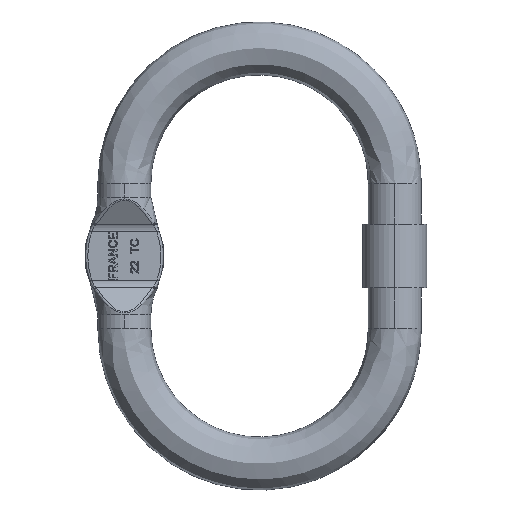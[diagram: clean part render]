
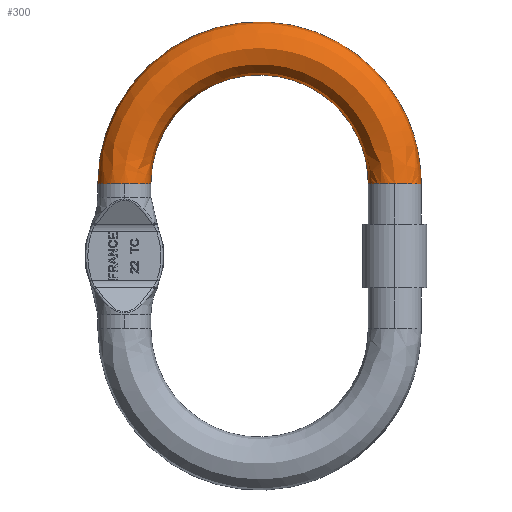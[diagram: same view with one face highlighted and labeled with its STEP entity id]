
A CAD part, top view. The second image highlights one B-rep face of the part: STEP entity #300.
In plain terms, the highlighted free-form (B-spline) face has degree [3, 3] with [7, 4] control points.
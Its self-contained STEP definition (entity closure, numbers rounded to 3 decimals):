
#300=ADVANCED_FACE('NONE',(#856),#857,.T.);
#856=FACE_OUTER_BOUND('',#1912,.T.);
#857=(B_SPLINE_SURFACE(3,3,((#1914,#1915,#1916,#1917),(#1918,#1919,#1920,#1921),(#1922,#1923,#1924,#1925),(#1926,#1927,#1928,#1929),(#1930,#1931,#1932,#1933),(#1934,#1935,#1936,#1937),(#1938,#1939,#1940,#1941)),.UNSPECIFIED.,.T.,.F.,.F.)B_SPLINE_SURFACE_WITH_KNOTS((4,3,4),(4,4),(0.0,0.5,1.0),(0.0,1.0),.UNSPECIFIED.)RATIONAL_B_SPLINE_SURFACE(((1.0,0.333,0.333,1.0),(0.333,0.111,0.111,0.333),(0.333,0.111,0.111,0.333),(1.0,0.333,0.333,1.0),(0.333,0.111,0.111,0.333),(0.333,0.111,0.111,0.333),(1.0,0.333,0.333,1.0)))BOUNDED_SURFACE()REPRESENTATION_ITEM('')GEOMETRIC_REPRESENTATION_ITEM()SURFACE());
#1912=EDGE_LOOP('',(#6562,#6563,#6564,#6565,#6566,#6567));
#1914=CARTESIAN_POINT('',(67.0,30.0,0.0));
#1915=CARTESIAN_POINT('',(67.0,164.,0.0));
#1916=CARTESIAN_POINT('',(-67.,164.,0.0));
#1917=CARTESIAN_POINT('',(-67.0,30.,0.0));
#1918=CARTESIAN_POINT('',(67.0,30.0,-22.0));
#1919=CARTESIAN_POINT('',(67.0,164.,-22.0));
#1920=CARTESIAN_POINT('',(-67.,164.,-22.0));
#1921=CARTESIAN_POINT('',(-67.0,30.,-22.0));
#1922=CARTESIAN_POINT('',(45.0,30.0,-22.0));
#1923=CARTESIAN_POINT('',(45.0,120.,-22.0));
#1924=CARTESIAN_POINT('',(-45.,120.0,-22.0));
#1925=CARTESIAN_POINT('',(-45.0,30.,-22.0));
#1926=CARTESIAN_POINT('',(45.0,30.0,0.));
#1927=CARTESIAN_POINT('',(45.0,120.,0.));
#1928=CARTESIAN_POINT('',(-45.,120.0,0.));
#1929=CARTESIAN_POINT('',(-45.0,30.,0.));
#1930=CARTESIAN_POINT('',(45.0,30.0,22.0));
#1931=CARTESIAN_POINT('',(45.0,120.,22.0));
#1932=CARTESIAN_POINT('',(-45.,120.0,22.0));
#1933=CARTESIAN_POINT('',(-45.0,30.,22.0));
#1934=CARTESIAN_POINT('',(67.0,30.0,22.0));
#1935=CARTESIAN_POINT('',(67.0,164.,22.0));
#1936=CARTESIAN_POINT('',(-67.,164.,22.0));
#1937=CARTESIAN_POINT('',(-67.0,30.,22.0));
#1938=CARTESIAN_POINT('',(67.0,30.0,0.0));
#1939=CARTESIAN_POINT('',(67.0,164.,0.0));
#1940=CARTESIAN_POINT('',(-67.,164.,0.0));
#1941=CARTESIAN_POINT('',(-67.0,30.,0.0));
#6562=ORIENTED_EDGE('',*,*,#8685,.F.);
#6563=ORIENTED_EDGE('',*,*,#8686,.F.);
#6564=ORIENTED_EDGE('',*,*,#8687,.F.);
#6565=ORIENTED_EDGE('',*,*,#8688,.T.);
#6566=ORIENTED_EDGE('',*,*,#8689,.F.);
#6567=ORIENTED_EDGE('',*,*,#8690,.F.);
#8685=EDGE_CURVE('',#9675,#9676,#9677,.T.);
#8686=EDGE_CURVE('NONE',#9678,#9675,#9679,.T.);
#8687=EDGE_CURVE('NONE',#9680,#9678,#9681,.T.);
#8688=EDGE_CURVE('',#9680,#9682,#9683,.T.);
#8689=EDGE_CURVE('NONE',#9684,#9682,#9685,.T.);
#8690=EDGE_CURVE('NONE',#9676,#9684,#9686,.T.);
#9675=VERTEX_POINT('',#11381);
#9676=VERTEX_POINT('',#11382);
#9677=(B_SPLINE_CURVE(3,(#11384,#11385,#11386,#11387),.UNSPECIFIED.,.F.,.F.)B_SPLINE_CURVE_WITH_KNOTS((4,4),(-1.0,-0.0),.UNSPECIFIED.)RATIONAL_B_SPLINE_CURVE((1.0,0.333,0.333,1.0))BOUNDED_CURVE()REPRESENTATION_ITEM('')GEOMETRIC_REPRESENTATION_ITEM()CURVE());
#9678=VERTEX_POINT('NONE',#11394);
#9679=CIRCLE('',#11395,11.0);
#9680=VERTEX_POINT('',#11396);
#9681=CIRCLE('',#11397,11.0);
#9682=VERTEX_POINT('',#11398);
#9683=(B_SPLINE_CURVE(3,(#11400,#11401,#11402,#11403),.UNSPECIFIED.,.F.,.F.)B_SPLINE_CURVE_WITH_KNOTS((4,4),(-1.0,-0.0),.UNSPECIFIED.)RATIONAL_B_SPLINE_CURVE((1.0,0.333,0.333,1.0))BOUNDED_CURVE()REPRESENTATION_ITEM('')GEOMETRIC_REPRESENTATION_ITEM()CURVE());
#9684=VERTEX_POINT('',#11410);
#9685=CIRCLE('',#11411,11.0);
#9686=CIRCLE('',#11412,11.0);
#11381=CARTESIAN_POINT('',(-67.0,30.,0.0));
#11382=CARTESIAN_POINT('',(67.0,30.0,0.0));
#11384=CARTESIAN_POINT('',(-67.0,30.,0.0));
#11385=CARTESIAN_POINT('',(-67.,164.,0.0));
#11386=CARTESIAN_POINT('',(67.0,164.,0.0));
#11387=CARTESIAN_POINT('',(67.0,30.0,0.0));
#11394=CARTESIAN_POINT('',(-56.0,30.,11.0));
#11395=AXIS2_PLACEMENT_3D('',#16228,#16229,#16230);
#11396=CARTESIAN_POINT('',(-45.0,30.,0.));
#11397=AXIS2_PLACEMENT_3D('',#16231,#16232,#16233);
#11398=CARTESIAN_POINT('',(45.0,30.0,0.));
#11400=CARTESIAN_POINT('',(-45.0,30.,0.));
#11401=CARTESIAN_POINT('',(-45.,120.0,0.));
#11402=CARTESIAN_POINT('',(45.0,120.,0.));
#11403=CARTESIAN_POINT('',(45.0,30.0,0.));
#11410=CARTESIAN_POINT('',(56.0,30.0,11.0));
#11411=AXIS2_PLACEMENT_3D('',#16234,#16235,#16236);
#11412=AXIS2_PLACEMENT_3D('',#16237,#16238,#16239);
#16228=CARTESIAN_POINT('',(-56.0,30.,0.0));
#16229=DIRECTION('',(0.0,-1.0,0.0));
#16230=DIRECTION('',(0.0,0.0,1.0));
#16231=CARTESIAN_POINT('',(-56.0,30.,0.0));
#16232=DIRECTION('',(0.0,-1.0,0.0));
#16233=DIRECTION('',(0.0,0.0,1.0));
#16234=CARTESIAN_POINT('',(56.0,30.0,0.0));
#16235=DIRECTION('',(0.0,-1.0,0.0));
#16236=DIRECTION('',(0.0,0.0,-1.0));
#16237=CARTESIAN_POINT('',(56.0,30.0,0.0));
#16238=DIRECTION('',(0.0,-1.0,0.0));
#16239=DIRECTION('',(0.0,0.0,-1.0));
